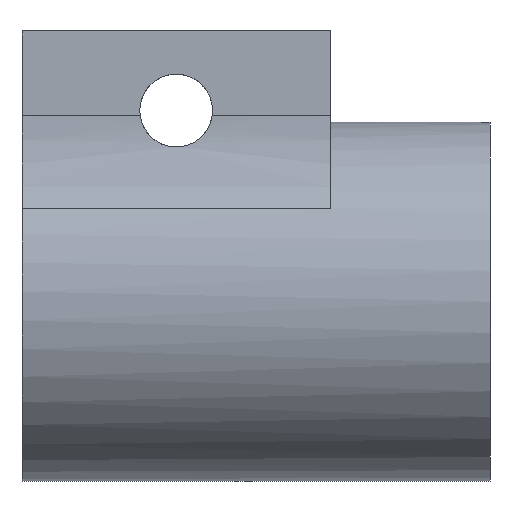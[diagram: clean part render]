
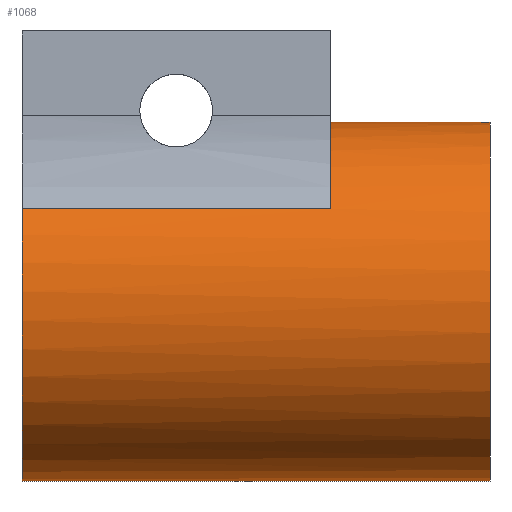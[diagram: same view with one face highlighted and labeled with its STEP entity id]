
A CAD part, left-side view. The second image highlights one B-rep face of the part: STEP entity #1068.
In plain terms, the highlighted cylindrical face has radius 6.35 mm (diameter 12.7 mm), a partial arc.
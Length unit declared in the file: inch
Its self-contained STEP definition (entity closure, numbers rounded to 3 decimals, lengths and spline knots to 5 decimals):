
#3 = CARTESIAN_POINT ( 'NONE',  ( 0., 0.6525, -0.25 ) ) ;
#156 = DIRECTION ( 'NONE',  ( 0., 1., 0. ) ) ;
#183 = ORIENTED_EDGE ( 'NONE', *, *, #3997, .T. ) ;
#190 = CIRCLE ( 'NONE', #1851, 0.25 ) ;
#201 = CARTESIAN_POINT ( 'NONE',  ( 0., 0., 0. ) ) ;
#215 = ORIENTED_EDGE ( 'NONE', *, *, #2762, .T. ) ;
#236 = VERTEX_POINT ( 'NONE', #1507 ) ;
#249 = CARTESIAN_POINT ( 'NONE',  ( 0., 0.6525, 0. ) ) ;
#271 = EDGE_CURVE ( 'NONE', #3932, #2508, #1049, .T. ) ;
#409 = CARTESIAN_POINT ( 'NONE',  ( 0., 0., 0.25 ) ) ;
#491 = CARTESIAN_POINT ( 'NONE',  ( -0.21375, 0.2225, 0.12966 ) ) ;
#513 = DIRECTION ( 'NONE',  ( 0., 0., 1. ) ) ;
#558 = DIRECTION ( 'NONE',  ( 0., 0., 1. ) ) ;
#623 = ORIENTED_EDGE ( 'NONE', *, *, #1415, .F. ) ;
#762 = AXIS2_PLACEMENT_3D ( 'NONE', #1354, #3554, #1672 ) ;
#863 = VERTEX_POINT ( 'NONE', #491 ) ;
#986 = CARTESIAN_POINT ( 'NONE',  ( 0., 0., -0.25 ) ) ;
#995 = VERTEX_POINT ( 'NONE', #409 ) ;
#1049 = LINE ( 'NONE', #3, #3438 ) ;
#1068 = ADVANCED_FACE ( 'NONE', ( #3726 ), #1977, .T. ) ;
#1087 = EDGE_CURVE ( 'NONE', #1230, #995, #3638, .T. ) ;
#1230 = VERTEX_POINT ( 'NONE', #2068 ) ;
#1249 = AXIS2_PLACEMENT_3D ( 'NONE', #249, #2400, #558 ) ;
#1348 = CARTESIAN_POINT ( 'NONE',  ( 0., 0.6525, 0.25 ) ) ;
#1354 = CARTESIAN_POINT ( 'NONE',  ( 0., 0.2225, 0. ) ) ;
#1369 = ORIENTED_EDGE ( 'NONE', *, *, #1087, .F. ) ;
#1415 = EDGE_CURVE ( 'NONE', #863, #2582, #1729, .T. ) ;
#1507 = CARTESIAN_POINT ( 'NONE',  ( -0.21375, 0.6525, 0.12966 ) ) ;
#1641 = CARTESIAN_POINT ( 'NONE',  ( 0., 0.6525, 0. ) ) ;
#1672 = DIRECTION ( 'NONE',  ( 0., 0., 1. ) ) ;
#1729 = CIRCLE ( 'NONE', #762, 0.25 ) ;
#1851 = AXIS2_PLACEMENT_3D ( 'NONE', #2006, #156, #2315 ) ;
#1883 = DIRECTION ( 'NONE',  ( 0., -1., 0. ) ) ;
#1891 = CARTESIAN_POINT ( 'NONE',  ( -0.21375, 0.6525, 0.12966 ) ) ;
#1977 = CYLINDRICAL_SURFACE ( 'NONE', #3631, 0.25 ) ;
#1978 = DIRECTION ( 'NONE',  ( 0., 0., -1. ) ) ;
#2006 = CARTESIAN_POINT ( 'NONE',  ( 0., 0.2225, 0. ) ) ;
#2025 = ORIENTED_EDGE ( 'NONE', *, *, #3602, .F. ) ;
#2068 = CARTESIAN_POINT ( 'NONE',  ( 0., 0.2225, 0.25 ) ) ;
#2104 = AXIS2_PLACEMENT_3D ( 'NONE', #201, #2349, #513 ) ;
#2244 = EDGE_CURVE ( 'NONE', #2582, #1230, #190, .T. ) ;
#2315 = DIRECTION ( 'NONE',  ( 0., 0., 1. ) ) ;
#2349 = DIRECTION ( 'NONE',  ( 0., 1., 0. ) ) ;
#2400 = DIRECTION ( 'NONE',  ( 0., 1., 0. ) ) ;
#2508 = VERTEX_POINT ( 'NONE', #986 ) ;
#2582 = VERTEX_POINT ( 'NONE', #3528 ) ;
#2762 = EDGE_CURVE ( 'NONE', #2508, #995, #3285, .T. ) ;
#2915 = DIRECTION ( 'NONE',  ( 0., -1., 0. ) ) ;
#3012 = VECTOR ( 'NONE', #3448, 39.37008 ) ;
#3134 = ORIENTED_EDGE ( 'NONE', *, *, #271, .T. ) ;
#3152 = ORIENTED_EDGE ( 'NONE', *, *, #2244, .F. ) ;
#3218 = DIRECTION ( 'NONE',  ( 0., -1., 0. ) ) ;
#3285 = CIRCLE ( 'NONE', #2104, 0.25 ) ;
#3429 = EDGE_LOOP ( 'NONE', ( #1369, #3152, #623, #183, #2025, #3134, #215 ) ) ;
#3438 = VECTOR ( 'NONE', #1883, 39.37008 ) ;
#3448 = DIRECTION ( 'NONE',  ( 0., 1., 0. ) ) ;
#3528 = CARTESIAN_POINT ( 'NONE',  ( -0.0275, 0.2225, 0.24848 ) ) ;
#3554 = DIRECTION ( 'NONE',  ( 0., 1., 0. ) ) ;
#3602 = EDGE_CURVE ( 'NONE', #3932, #236, #3928, .T. ) ;
#3631 = AXIS2_PLACEMENT_3D ( 'NONE', #1641, #2915, #1978 ) ;
#3638 = LINE ( 'NONE', #1348, #3811 ) ;
#3726 = FACE_OUTER_BOUND ( 'NONE', #3429, .T. ) ;
#3734 = CARTESIAN_POINT ( 'NONE',  ( 0., 0.6525, -0.25 ) ) ;
#3811 = VECTOR ( 'NONE', #3218, 39.37008 ) ;
#3836 = LINE ( 'NONE', #1891, #3012 ) ;
#3928 = CIRCLE ( 'NONE', #1249, 0.25 ) ;
#3932 = VERTEX_POINT ( 'NONE', #3734 ) ;
#3997 = EDGE_CURVE ( 'NONE', #863, #236, #3836, .T. ) ;
